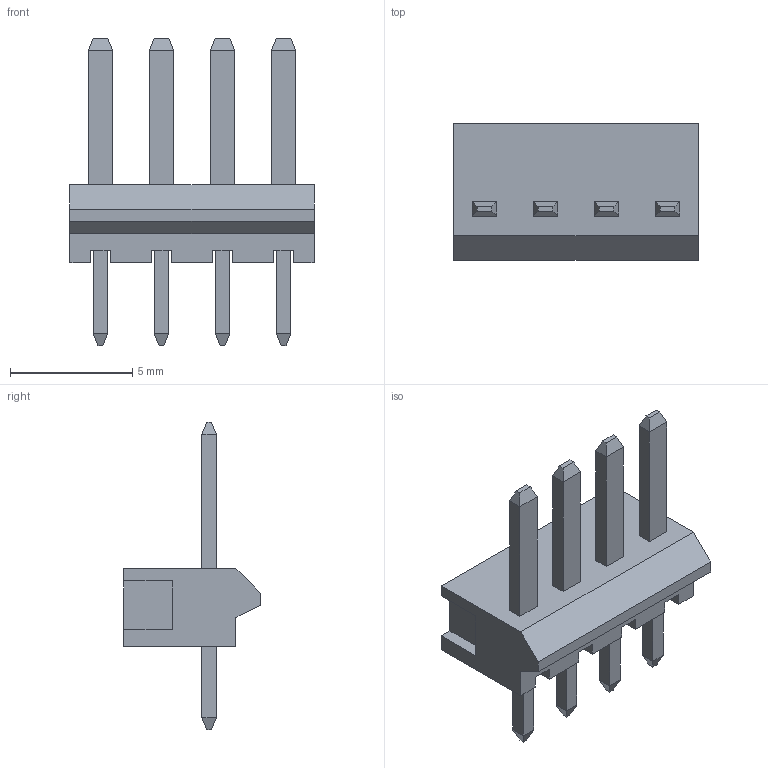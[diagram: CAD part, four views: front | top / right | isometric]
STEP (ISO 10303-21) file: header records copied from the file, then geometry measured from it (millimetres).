
FILE_DESCRIPTION(('FreeCAD Model'),'2;1');
FILE_NAME('Open CASCADE Shape Model','2021-07-29T09:51:38',( 'kicad StepUp'),('ksu MCAD'),'Open CASCADE STEP processor 7.4', 'FreeCAD','Unknown');
FILE_SCHEMA(('AUTOMOTIVE_DESIGN { 1 0 10303 214 1 1 1 1 }'));
Length unit declared in the file: millimetre
Products named in the file (1): JST_NH_B4P-SHF-1AA_1x04_P2.50mm_Vertical.copy
Bounding box: 10 x 5.6 x 12.6 mm (x, y, z)
Volume: 155.4 mm3; surface area: 369.6 mm2
Topology: 9 solids, 9 shells, 128 faces, 289 edges, 182 vertices
Faces by surface type: plane 96, bspline 32
Entity records: 7918 total; most frequent: CARTESIAN_POINT 1546, DIRECTION 789, LINE 595, VECTOR 595, ORIENTED_EDGE 578, PCURVE 578, DEFINITIONAL_REPRESENTATION 578, EDGE_CURVE 289
